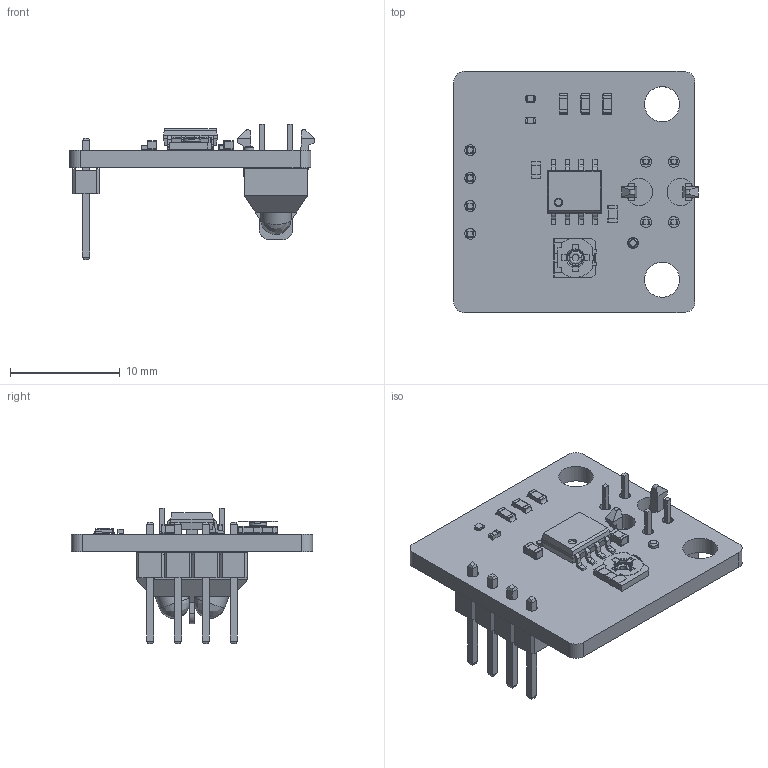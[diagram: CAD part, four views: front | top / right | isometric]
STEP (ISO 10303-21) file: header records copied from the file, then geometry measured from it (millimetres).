
FILE_DESCRIPTION(('KiCad electronic assembly'),'2;1');
FILE_NAME('Obstacle_sensor_TCRT5000L_3D.step','2021-09-01T08:39:53',( 'Pcbnew'),('Kicad'),'Open CASCADE STEP processor 7.5', 'KiCad to STEP converter','Unknown');
FILE_SCHEMA(('AUTOMOTIVE_DESIGN { 1 0 10303 214 1 1 1 1 }'));
Length unit declared in the file: millimetre
Products named in the file (18): Obstacle_sensor_TCRT5000L_3D 1; 0603R; SOLID; 0603C; COMPOUND; 0402R; User Library-TC-33X-2; SOIC-8; 0402LED; TCRT5000; 4x_Male_Pin_2.54_mm
Assembly tree (20 placements, depth 3):
  Obstacle_sensor_TCRT5000L_3D 1
    0603R  x3
      SOLID
    0603C  x2
      COMPOUND
    0402R
      COMPOUND
    User Library-TC-33X-2
      SOLID
    SOIC-8
      SOLID
    0402LED
      COMPOUND
    TCRT5000
      COMPOUND
    4x_Male_Pin_2.54_mm
      COMPOUND
    COMPOUND
Bounding box: 22.3 x 22 x 12.36 mm (x, y, z)
Volume: 1071.8 mm3; surface area: 1905.3 mm2
Topology: 34 solids, 34 shells, 923 faces, 2358 edges, 1470 vertices
Faces by surface type: bspline 900, cylinder 17, plane 6
Full cylindrical faces by diameter (mm): 1 x9, 2.5 x2, 3.2 x2
Entity records: 47151 total; most frequent: CARTESIAN_POINT 19366, B_SPLINE_CURVE_WITH_KNOTS 5106, ORIENTED_EDGE 3880, PCURVE 3880, DEFINITIONAL_REPRESENTATION 3880, EDGE_CURVE 1940, SURFACE_CURVE 1921, VERTEX_POINT 1246
